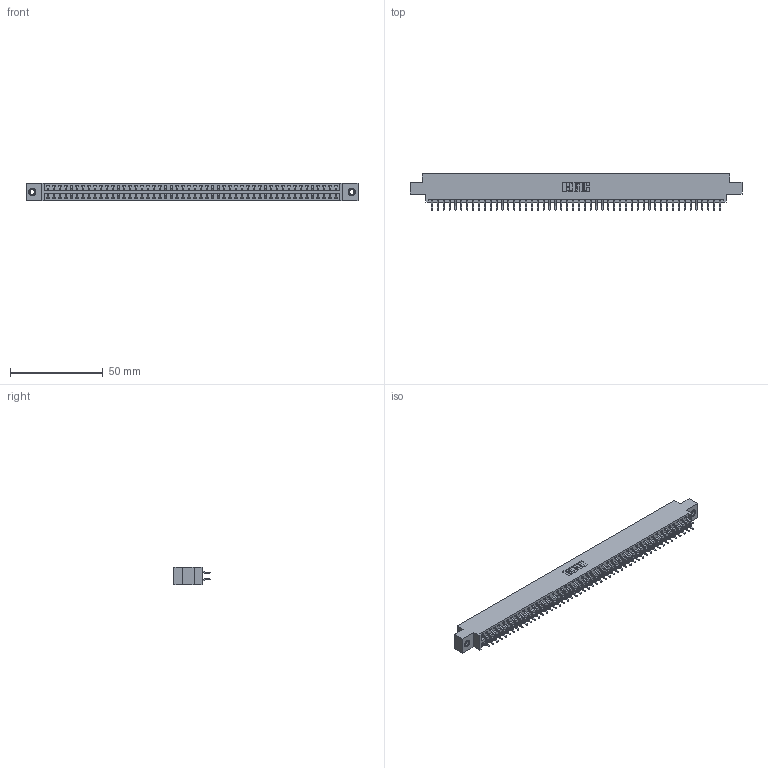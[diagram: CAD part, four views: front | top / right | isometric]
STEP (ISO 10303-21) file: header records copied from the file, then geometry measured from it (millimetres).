
FILE_DESCRIPTION (( 'STEP AP203' ), '1' );
FILE_NAME ('396-100-556-807.STEP', '2018-09-14T08:01:05', ( '' ), ( '' ), 'SwSTEP 2.0', 'SolidWorks 2016', '' );
FILE_SCHEMA (( 'CONFIG_CONTROL_DESIGN' ));
Length unit declared in the file: inch
Products named in the file (4): 345-292-001_556 Tail; 345-250-001_345-250-005-103; 396-100-556-807; 346 Part_0.170 Offset - 0.156 Dia-TI
Assembly tree (103 placements, depth 2):
  396-100-556-807
    346 Part_0.170 Offset - 0.156 Dia-TI
    345-292-001_556 Tail  x100
    345-250-001_345-250-005-103  x2
Bounding box: 179.32 x 19.57 x 9.4 mm (x, y, z)
Volume: 17376.4 mm3; surface area: 24131.2 mm2
Topology: 103 solids, 103 shells, 5986 faces, 17777 edges, 11710 vertices
Faces by surface type: plane 4012, cylinder 1958, cone 12, torus 4
Entity records: 33092 total; most frequent: CARTESIAN_POINT 5443, ORIENTED_EDGE 5358, DIRECTION 4861, EDGE_CURVE 2679, VECTOR 2319, LINE 2319, VERTEX_POINT 1780, AXIS2_PLACEMENT_3D 1271
